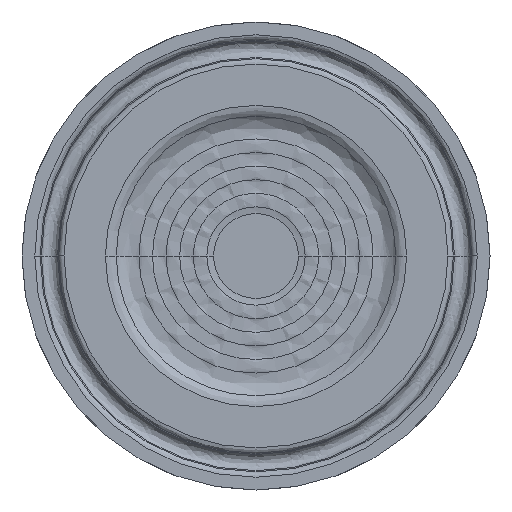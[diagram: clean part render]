
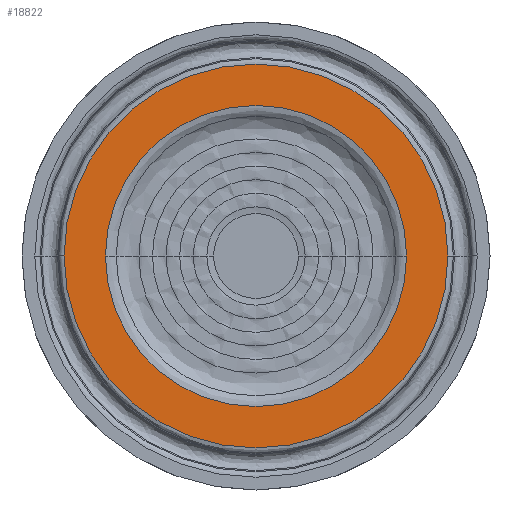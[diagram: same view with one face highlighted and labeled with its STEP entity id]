
A CAD part, front view. The second image highlights one B-rep face of the part: STEP entity #18822.
In plain terms, the highlighted free-form (B-spline) face has degree [1, 1] with [2, 2] control points.
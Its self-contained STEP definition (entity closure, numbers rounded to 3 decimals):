
#4127=CARTESIAN_POINT('',(0.,-43.,0.));
#4128=DIRECTION('',(0.,-1.,0.));
#4129=DIRECTION('',(-1.,0.,0.));
#4130=AXIS2_PLACEMENT_3D('',#4127,#4128,#4129);
#4142=CARTESIAN_POINT('',(0.,-43.,0.));
#4143=DIRECTION('',(0.,-1.,0.));
#4144=DIRECTION('',(1.,0.,0.));
#4145=AXIS2_PLACEMENT_3D('',#4142,#4143,#4144);
#4147=CARTESIAN_POINT('',(0.,-43.,0.));
#4148=DIRECTION('',(0.,-1.,0.));
#4149=DIRECTION('',(-1.,0.,0.));
#4150=AXIS2_PLACEMENT_3D('',#4147,#4148,#4149);
#4152=CARTESIAN_POINT('',(0.,-43.,0.));
#4153=DIRECTION('',(0.,-1.,0.));
#4154=DIRECTION('',(1.,0.,0.));
#4155=AXIS2_PLACEMENT_3D('',#4152,#4153,#4154);
#11866=CARTESIAN_POINT('',(26.247,-43.,0.));
#11867=CARTESIAN_POINT('',(-26.247,-43.,0.));
#11868=VERTEX_POINT('',#11866);
#11869=VERTEX_POINT('',#11867);
#11922=CARTESIAN_POINT('',(20.585,-43.,0.));
#11923=CARTESIAN_POINT('',(-20.585,-43.,0.));
#11924=VERTEX_POINT('',#11922);
#11925=VERTEX_POINT('',#11923);
#18806=CARTESIAN_POINT('',(27.297,-43.,27.313));
#18807=CARTESIAN_POINT('',(27.297,-43.,-27.313));
#18808=CARTESIAN_POINT('',(-27.297,-43.,27.313));
#18809=CARTESIAN_POINT('',(-27.297,-43.,-27.313));
#18810=B_SPLINE_SURFACE_WITH_KNOTS('',1,1,((#18806,#18807),(#18808,#18809)),
.UNSPECIFIED.,.F.,.F.,.F.,(2,2),(2,2),(-27.297,27.297),(
-27.313,27.313),.UNSPECIFIED.);
#18812=ORIENTED_EDGE('',*,*,#18811,.F.);
#18813=ORIENTED_EDGE('',*,*,#18789,.F.);
#18814=EDGE_LOOP('',(#18812,#18813));
#18815=FACE_OUTER_BOUND('',#18814,.F.);
#18817=ORIENTED_EDGE('',*,*,#18816,.T.);
#18819=ORIENTED_EDGE('',*,*,#18818,.T.);
#18820=EDGE_LOOP('',(#18817,#18819));
#18821=FACE_BOUND('',#18820,.F.);
#18822=ADVANCED_FACE('',(#18815,#18821),#18810,.T.);
#4131=CIRCLE('',#4130,26.247);
#4146=CIRCLE('',#4145,20.585);
#4151=CIRCLE('',#4150,20.585);
#4156=CIRCLE('',#4155,26.247);
#18789=EDGE_CURVE('',#11869,#11868,#4131,.T.);
#18811=EDGE_CURVE('',#11868,#11869,#4156,.T.);
#18816=EDGE_CURVE('',#11924,#11925,#4146,.T.);
#18818=EDGE_CURVE('',#11925,#11924,#4151,.T.);
